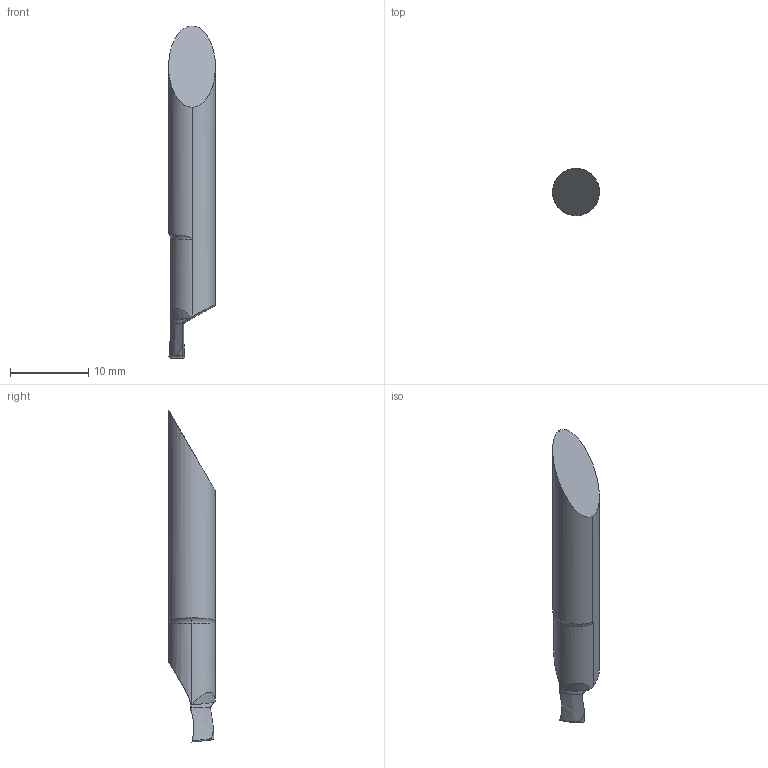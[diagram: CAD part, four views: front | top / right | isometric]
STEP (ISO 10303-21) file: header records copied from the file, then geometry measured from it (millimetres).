
FILE_DESCRIPTION(/* description */ (''),/* implementation_level */ '2;1');
FILE_NAME(/* name */ '1637733064205.stp',/* time_stamp */ '2021-11-24T11:21:18+06:00',/* author */ (''),/* organization */ ('SMS'),/* preprocessor_version */ 'ST-DEVELOPER v16.7',/* originating_system */ 'SIEMENS PLM Software NX 12.0',/* authorisation */ '');
FILE_SCHEMA (('AUTOMOTIVE_DESIGN { 1 0 10303 214 3 1 1 1 }'));
Length unit declared in the file: millimetre
Products named in the file (1): 203798593mod000_00
Bounding box: 6 x 6 x 42.45 mm (x, y, z)
Volume: 872.5 mm3; surface area: 704.1 mm2
Topology: 2 solids, 2 shells, 32 faces, 88 edges, 72 vertices
Faces by surface type: plane 11, cylinder 9, bspline 6, cone 4, torus 2
Entity records: 1393 total; most frequent: CARTESIAN_POINT 618, ORIENTED_EDGE 158, DIRECTION 110, EDGE_CURVE 79, VERTEX_POINT 51, AXIS2_PLACEMENT_3D 41, B_SPLINE_CURVE_WITH_KNOTS 33, ADVANCED_FACE 32
